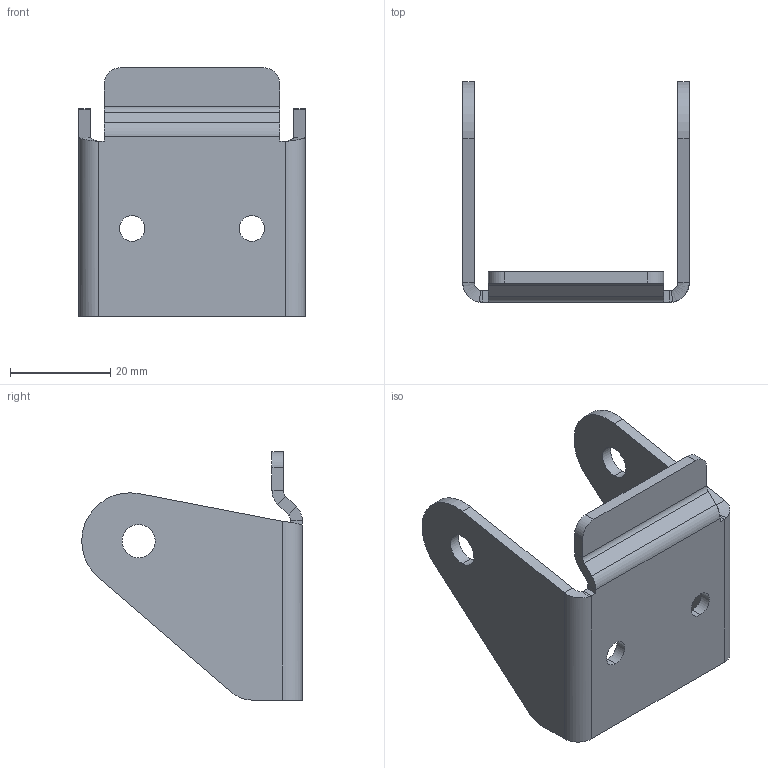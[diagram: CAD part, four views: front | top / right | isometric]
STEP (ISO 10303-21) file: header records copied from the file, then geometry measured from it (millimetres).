
FILE_DESCRIPTION (( 'STEP AP214' ), '1' );
FILE_NAME ('ALU5052_060_Door_LED_Column_Bracket.STEP', '2024-02-20T00:22:38', ( '' ), ( '' ), 'STEP 2.0', 'OCCT', '' );
FILE_SCHEMA (( 'AUTOMOTIVE_DESIGN' ));
Length unit declared in the file: inch
Products named in the file (1): ALU5052_060_Door_LED_Column_Bracket
Bounding box: 45.08 x 43.89 x 49.43 mm (x, y, z)
Volume: 9761.7 mm3; surface area: 9441.5 mm2
Topology: 1 solids, 1 shells, 58 faces, 136 edges, 80 vertices
Faces by surface type: plane 34, cylinder 22, bspline 2
Entity records: 1723 total; most frequent: CARTESIAN_POINT 349, DIRECTION 286, ORIENTED_EDGE 272, EDGE_CURVE 136, AXIS2_PLACEMENT_3D 101, VECTOR 84, LINE 84, VERTEX_POINT 80
